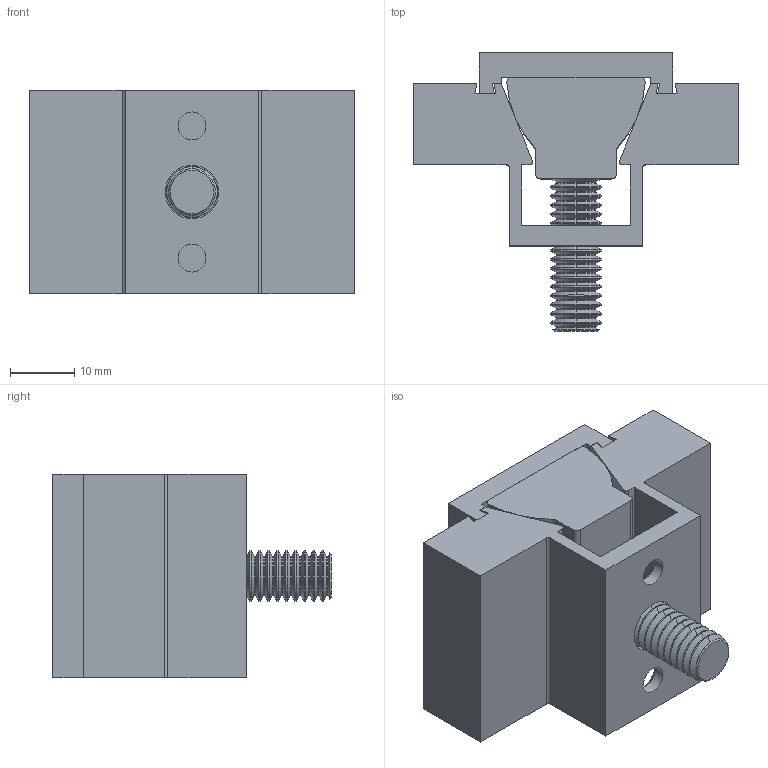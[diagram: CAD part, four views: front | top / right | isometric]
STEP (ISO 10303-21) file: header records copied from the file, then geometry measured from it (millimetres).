
FILE_DESCRIPTION (( 'STEP AP214' ), '1' );
FILE_NAME ('SW3dPS-80100.step', '2010-03-26T13:59:06', ( 'SysAdmin' ), ( 'SolidWorks' ), 'SwSTEP 2.0', 'SolidWorks 2010', '' );
FILE_SCHEMA (( 'AUTOMOTIVE_DESIGN' ));
Length unit declared in the file: inch
Products named in the file (5): SW3dPS-80100; SW3dPS-80100_312-18 CAP; SW3dPS-80100_60155; SW3dPS-80100_60330; SW3dPS-80100_60100
Assembly tree (4 placements, depth 2):
  SW3dPS-80100
    SW3dPS-80100_312-18 CAP
    SW3dPS-80100_60330
    SW3dPS-80100_60100
    SW3dPS-80100_60155
Bounding box: 50.8 x 43.47 x 31.75 mm (x, y, z)
Volume: 28642.4 mm3; surface area: 15023.2 mm2
Topology: 4 solids, 4 shells, 256 faces, 566 edges, 322 vertices
Faces by surface type: cylinder 110, cone 86, plane 58, bspline 2
Entity records: 7178 total; most frequent: DIRECTION 1316, CARTESIAN_POINT 1187, ORIENTED_EDGE 1132, EDGE_CURVE 566, AXIS2_PLACEMENT_3D 491, VECTOR 334, LINE 334, VERTEX_POINT 322
